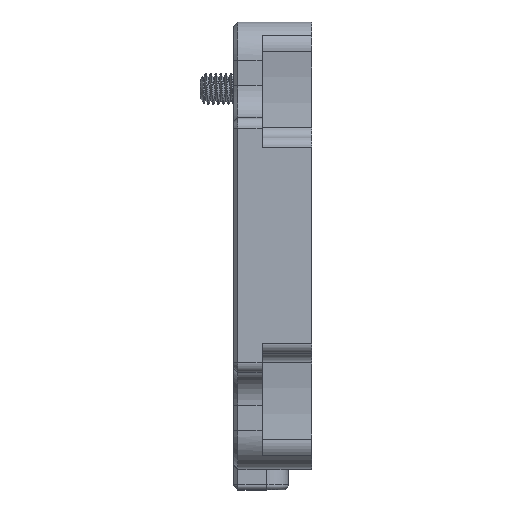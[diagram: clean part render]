
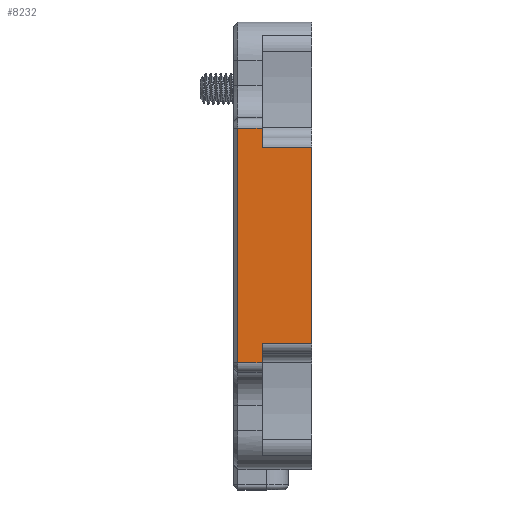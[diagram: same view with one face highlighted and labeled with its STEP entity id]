
A CAD part, top view. The second image highlights one B-rep face of the part: STEP entity #8232.
In plain terms, the highlighted planar face has unit normal (0, 0, 1).
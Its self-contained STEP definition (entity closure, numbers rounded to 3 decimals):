
#284=PLANE('',#9051);
#1002=FACE_OUTER_BOUND('',#1486,.T.);
#1486=EDGE_LOOP('',(#7406,#7407,#7408,#7409,#7410,#7411,#7412,#7413));
#2423=LINE('',#20616,#2926);
#2481=LINE('',#20979,#2984);
#2485=LINE('',#21012,#2988);
#2487=LINE('',#21018,#2990);
#2488=LINE('',#21020,#2991);
#2489=LINE('',#21021,#2992);
#2490=LINE('',#21023,#2993);
#2491=LINE('',#21024,#2994);
#2926=VECTOR('',#10835,10.);
#2984=VECTOR('',#11047,10.);
#2988=VECTOR('',#11059,10.);
#2990=VECTOR('',#11065,1.);
#2991=VECTOR('',#11066,10.);
#2992=VECTOR('',#11067,10.);
#2993=VECTOR('',#11068,10.);
#2994=VECTOR('',#11069,10.);
#3767=VERTEX_POINT('',#20613);
#3768=VERTEX_POINT('',#20615);
#3825=VERTEX_POINT('',#20973);
#3826=VERTEX_POINT('',#20977);
#3829=VERTEX_POINT('',#21011);
#3831=VERTEX_POINT('',#21017);
#3832=VERTEX_POINT('',#21019);
#3833=VERTEX_POINT('',#21022);
#4932=EDGE_CURVE('',#3767,#3768,#2423,.T.);
#5035=EDGE_CURVE('',#3825,#3826,#2481,.T.);
#5041=EDGE_CURVE('',#3826,#3829,#2485,.T.);
#5044=EDGE_CURVE('',#3825,#3831,#2487,.T.);
#5045=EDGE_CURVE('',#3831,#3832,#2488,.F.);
#5046=EDGE_CURVE('',#3768,#3832,#2489,.T.);
#5047=EDGE_CURVE('',#3833,#3767,#2490,.T.);
#5048=EDGE_CURVE('',#3833,#3829,#2491,.F.);
#7406=ORIENTED_EDGE('',*,*,#5035,.F.);
#7407=ORIENTED_EDGE('',*,*,#5044,.T.);
#7408=ORIENTED_EDGE('',*,*,#5045,.T.);
#7409=ORIENTED_EDGE('',*,*,#5046,.F.);
#7410=ORIENTED_EDGE('',*,*,#4932,.F.);
#7411=ORIENTED_EDGE('',*,*,#5047,.F.);
#7412=ORIENTED_EDGE('',*,*,#5048,.T.);
#7413=ORIENTED_EDGE('',*,*,#5041,.F.);
#8232=ADVANCED_FACE('',(#1002),#284,.T.);
#9051=AXIS2_PLACEMENT_3D('',#21016,#11063,#11064);
#10835=DIRECTION('',(0.,-1.,0.));
#11047=DIRECTION('',(0.,1.,0.));
#11059=DIRECTION('',(1.,0.,0.));
#11063=DIRECTION('center_axis',(0.,0.,
1.));
#11064=DIRECTION('ref_axis',(0.,-1.,0.));
#11065=DIRECTION('',(1.,0.,0.));
#11066=DIRECTION('',(0.,-1.,0.));
#11067=DIRECTION('',(-1.,0.,0.));
#11068=DIRECTION('',(1.,0.,0.));
#11069=DIRECTION('',(0.,-1.,0.));
#20613=CARTESIAN_POINT('',(-14.5,9.7,-58.999));
#20615=CARTESIAN_POINT('',(-14.5,-9.7,-58.999));
#20616=CARTESIAN_POINT('',(-14.5,11.15,-58.999));
#20973=CARTESIAN_POINT('',(-21.8,-11.6,-58.999));
#20977=CARTESIAN_POINT('',(-21.8,11.6,-58.999));
#20979=CARTESIAN_POINT('',(-21.8,14.505,-58.999));
#21011=CARTESIAN_POINT('',(-19.4,11.6,-58.999));
#21012=CARTESIAN_POINT('',(-23.65,11.6,-58.999));
#21016=CARTESIAN_POINT('Origin',(-25.1,8.,-58.999));
#21017=CARTESIAN_POINT('',(-19.4,-11.6,-58.999));
#21018=CARTESIAN_POINT('',(-23.65,-11.6,-58.999));
#21019=CARTESIAN_POINT('',(-19.4,-9.7,-58.999));
#21020=CARTESIAN_POINT('',(-19.4,4.,-58.999));
#21021=CARTESIAN_POINT('',(-19.8,-9.7,-58.999));
#21022=CARTESIAN_POINT('',(-19.4,9.7,-58.999));
#21023=CARTESIAN_POINT('',(-19.8,9.7,-58.999));
#21024=CARTESIAN_POINT('',(-19.4,4.,-58.999));
